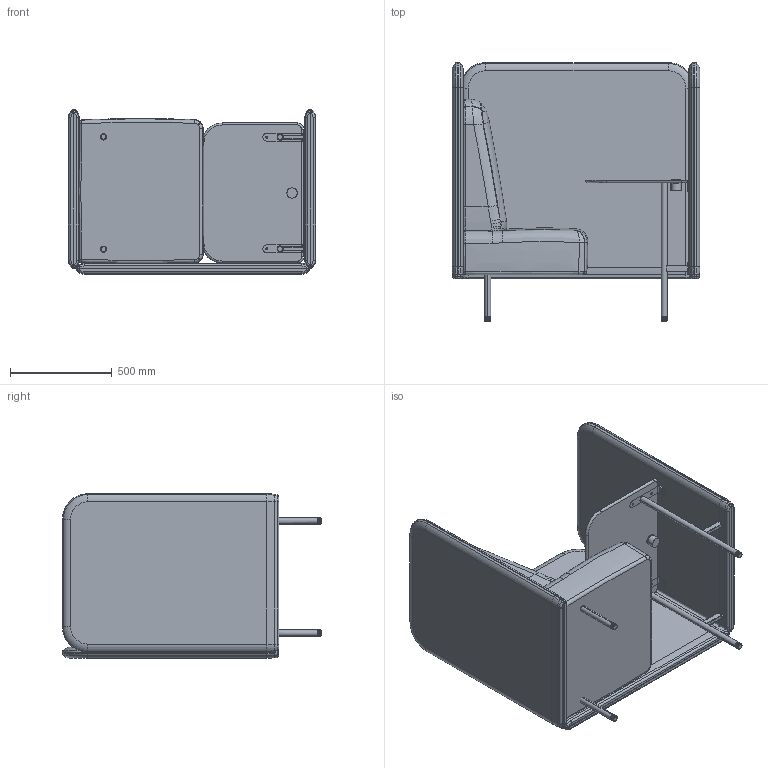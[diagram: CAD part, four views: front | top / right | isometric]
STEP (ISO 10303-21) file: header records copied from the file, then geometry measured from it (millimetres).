
FILE_DESCRIPTION (( 'STEP AP214' ), '1' );
FILE_NAME ('August_NOOK_render_mockup.STEP', '2020-09-29T17:28:51', ( 'Ben T' ), ( '' ), 'SwSTEP 2.0', 'SolidWorks 2013', '' );
FILE_SCHEMA (( 'AUTOMOTIVE_DESIGN' ));
Length unit declared in the file: millimetre
Products named in the file (10): Lauaplaat_V3; jalg2_v1_V3; jalg1_v1_V3; August_NOOK_render_mockup; Seljatugi_AN1-2; istepadi-AN1_2; küljepadi_AN1; tagasirm_AN1; Powerdot Mini50_V3; IFF3026-28S-Ackurat_V3
Assembly tree (15 placements, depth 2):
  August_NOOK_render_mockup
    jalg1_v1_V3  x2
    jalg2_v1_V3  x2
    Lauaplaat_V3
    IFF3026-28S-Ackurat_V3  x4
    Powerdot Mini50_V3
    tagasirm_AN1
    küljepadi_AN1  x2
    istepadi-AN1_2
    Seljatugi_AN1-2
Bounding box: 1220 x 1275 x 810 mm (x, y, z)
Volume: 314131658 mm3; surface area: 9711367.1 mm2
Topology: 19 solids, 19 shells, 908 faces, 2132 edges, 1278 vertices
Faces by surface type: cylinder 321, bspline 233, plane 176, torus 106, cone 72
Entity records: 30245 total; most frequent: CARTESIAN_POINT 17322, ORIENTED_EDGE 2782, DIRECTION 2338, EDGE_CURVE 1391, AXIS2_PLACEMENT_3D 952, VERTEX_POINT 834, EDGE_LOOP 627, ADVANCED_FACE 593
